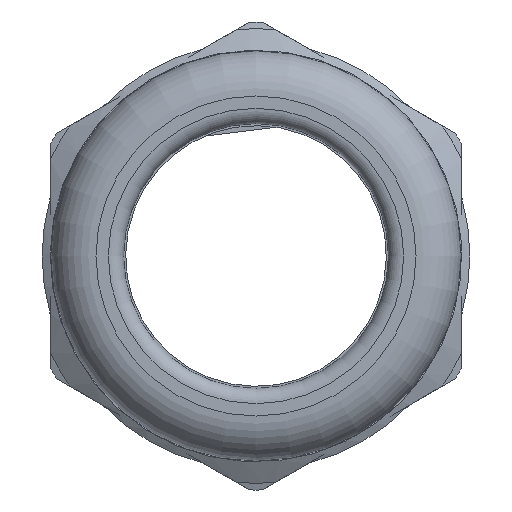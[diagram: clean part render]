
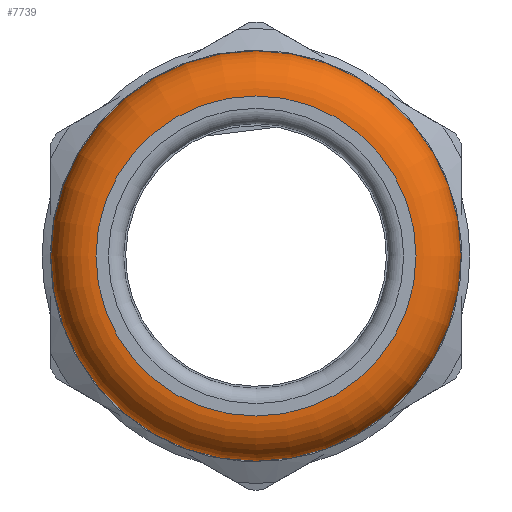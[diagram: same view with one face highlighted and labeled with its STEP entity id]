
A CAD part, left-side view. The second image highlights one B-rep face of the part: STEP entity #7739.
In plain terms, the highlighted toroidal (fillet/blend) face has major radius 10.5 mm and minor radius 2.95 mm.
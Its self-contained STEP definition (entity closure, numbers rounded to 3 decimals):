
#1494=FACE_BOUND('',#2190,.T.);
#1640=FACE_OUTER_BOUND('',#2189,.T.);
#2189=EDGE_LOOP('',(#5662));
#2190=EDGE_LOOP('',(#5663));
#2684=CIRCLE('',#8306,10.5);
#2712=CIRCLE('',#8362,13.45);
#3304=VERTEX_POINT('',#18929);
#3350=VERTEX_POINT('',#19121);
#4117=EDGE_CURVE('',#3304,#3304,#2684,.T.);
#4187=EDGE_CURVE('',#3350,#3350,#2712,.T.);
#5662=ORIENTED_EDGE('',*,*,#4187,.F.);
#5663=ORIENTED_EDGE('',*,*,#4117,.T.);
#7538=TOROIDAL_SURFACE('',#8361,10.5,2.95);
#7739=ADVANCED_FACE('',(#1640,#1494),#7538,.T.);
#8306=AXIS2_PLACEMENT_3D('',#18930,#9488,#9489);
#8361=AXIS2_PLACEMENT_3D('',#19120,#9616,#9617);
#8362=AXIS2_PLACEMENT_3D('',#19122,#9618,#9619);
#9488=DIRECTION('center_axis',(1.,0.,0.));
#9489=DIRECTION('ref_axis',(0.,0.,-1.));
#9616=DIRECTION('center_axis',(1.,0.,0.));
#9617=DIRECTION('ref_axis',(0.,0.,-1.));
#9618=DIRECTION('center_axis',(1.,0.,0.));
#9619=DIRECTION('ref_axis',(0.,0.,-1.));
#18929=CARTESIAN_POINT('',(-21.05,10.5,0.));
#18930=CARTESIAN_POINT('Origin',(-21.05,0.,0.));
#19120=CARTESIAN_POINT('Origin',(-18.1,0.,0.));
#19121=CARTESIAN_POINT('',(-18.1,13.45,0.));
#19122=CARTESIAN_POINT('Origin',(-18.1,0.,0.));
